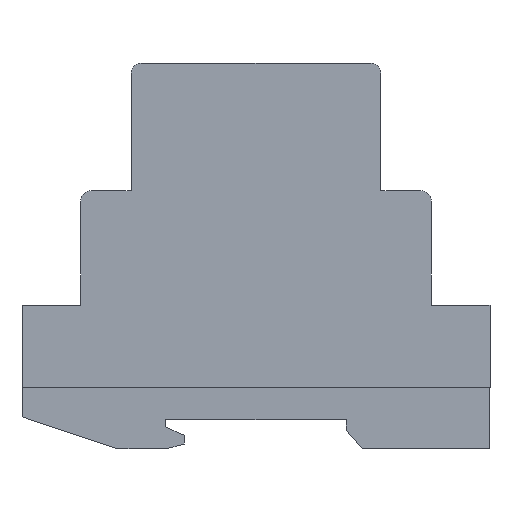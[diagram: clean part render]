
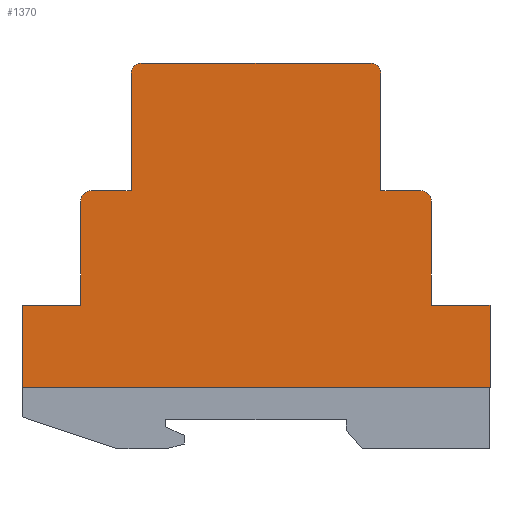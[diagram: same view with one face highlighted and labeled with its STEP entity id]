
A CAD part, left-side view. The second image highlights one B-rep face of the part: STEP entity #1370.
In plain terms, the highlighted planar face has unit normal (-1, 0, 0).
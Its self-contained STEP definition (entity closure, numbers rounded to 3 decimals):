
#1180=CARTESIAN_POINT('',(0.,-30.97,43.));
#1181=VERTEX_POINT('',#1180);
#1182=CARTESIAN_POINT('',(0.,-32.97,41.));
#1183=VERTEX_POINT('',#1182);
#1184=CARTESIAN_POINT('',(0.0,-30.97,41.));
#1185=DIRECTION('',(1.0,0.0,0.0));
#1186=DIRECTION('',(0.0,-0.707,0.707));
#1187=AXIS2_PLACEMENT_3D('',#1184,#1185,#1186);
#1188=CIRCLE('',#1187,2.0);
#1189=EDGE_CURVE('',#1181,#1183,#1188,.T.);
#1223=CARTESIAN_POINT('',(0.0,-32.97,21.5));
#1224=VERTEX_POINT('',#1223);
#1225=CARTESIAN_POINT('',(0.,-32.97,41.));
#1226=DIRECTION('',(0.0,0.0,-1.0));
#1227=VECTOR('',#1226,19.5);
#1228=LINE('',#1225,#1227);
#1229=EDGE_CURVE('',#1183,#1224,#1228,.T.);
#1248=CARTESIAN_POINT('',(0.0,0.,31.691));
#1249=DIRECTION('',(-1.0,0.0,0.0));
#1250=DIRECTION('',(0.0,0.0,1.0));
#1251=AXIS2_PLACEMENT_3D('',#1248,#1249,#1250);
#1252=PLANE('',#1251);
#1253=ORIENTED_EDGE('',*,*,#1189,.F.);
#1254=CARTESIAN_POINT('',(0.0,-23.47,43.));
#1255=VERTEX_POINT('',#1254);
#1256=CARTESIAN_POINT('',(0.,-23.47,43.));
#1257=DIRECTION('',(0.0,-1.0,0.0));
#1258=VECTOR('',#1257,7.5);
#1259=LINE('',#1256,#1258);
#1260=EDGE_CURVE('',#1255,#1181,#1259,.T.);
#1261=ORIENTED_EDGE('',*,*,#1260,.F.);
#1262=CARTESIAN_POINT('',(0.,-23.47,65.));
#1263=VERTEX_POINT('',#1262);
#1264=CARTESIAN_POINT('',(0.,-23.47,65.));
#1265=DIRECTION('',(0.0,0.0,-1.0));
#1266=VECTOR('',#1265,22.);
#1267=LINE('',#1264,#1266);
#1268=EDGE_CURVE('',#1263,#1255,#1267,.T.);
#1269=ORIENTED_EDGE('',*,*,#1268,.F.);
#1270=CARTESIAN_POINT('',(0.0,-21.47,67.));
#1271=VERTEX_POINT('',#1270);
#1272=CARTESIAN_POINT('',(0.0,-21.47,65.));
#1273=DIRECTION('',(1.0,0.0,0.0));
#1274=DIRECTION('',(0.0,-0.707,0.707));
#1275=AXIS2_PLACEMENT_3D('',#1272,#1273,#1274);
#1276=CIRCLE('',#1275,2.0);
#1277=EDGE_CURVE('',#1271,#1263,#1276,.T.);
#1278=ORIENTED_EDGE('',*,*,#1277,.F.);
#1279=CARTESIAN_POINT('',(0.0,21.47,67.));
#1280=VERTEX_POINT('',#1279);
#1281=CARTESIAN_POINT('',(0.0,21.47,67.));
#1282=DIRECTION('',(0.0,-1.0,0.0));
#1283=VECTOR('',#1282,42.94);
#1284=LINE('',#1281,#1283);
#1285=EDGE_CURVE('',#1280,#1271,#1284,.T.);
#1286=ORIENTED_EDGE('',*,*,#1285,.F.);
#1287=CARTESIAN_POINT('',(0.,23.47,65.));
#1288=VERTEX_POINT('',#1287);
#1289=CARTESIAN_POINT('',(0.0,21.47,65.));
#1290=DIRECTION('',(1.0,0.0,0.0));
#1291=DIRECTION('',(0.0,0.707,0.707));
#1292=AXIS2_PLACEMENT_3D('',#1289,#1290,#1291);
#1293=CIRCLE('',#1292,2.0);
#1294=EDGE_CURVE('',#1288,#1280,#1293,.T.);
#1295=ORIENTED_EDGE('',*,*,#1294,.F.);
#1296=CARTESIAN_POINT('',(0.0,23.47,43.));
#1297=VERTEX_POINT('',#1296);
#1298=CARTESIAN_POINT('',(0.,23.47,43.));
#1299=DIRECTION('',(0.0,0.0,1.0));
#1300=VECTOR('',#1299,22.);
#1301=LINE('',#1298,#1300);
#1302=EDGE_CURVE('',#1297,#1288,#1301,.T.);
#1303=ORIENTED_EDGE('',*,*,#1302,.F.);
#1304=CARTESIAN_POINT('',(0.,30.97,43.));
#1305=VERTEX_POINT('',#1304);
#1306=CARTESIAN_POINT('',(0.,30.97,43.));
#1307=DIRECTION('',(0.0,-1.0,0.0));
#1308=VECTOR('',#1307,7.5);
#1309=LINE('',#1306,#1308);
#1310=EDGE_CURVE('',#1305,#1297,#1309,.T.);
#1311=ORIENTED_EDGE('',*,*,#1310,.F.);
#1312=CARTESIAN_POINT('',(0.,32.97,41.));
#1313=VERTEX_POINT('',#1312);
#1314=CARTESIAN_POINT('',(0.0,30.97,41.));
#1315=DIRECTION('',(1.0,0.0,0.0));
#1316=DIRECTION('',(0.0,0.707,0.707));
#1317=AXIS2_PLACEMENT_3D('',#1314,#1315,#1316);
#1318=CIRCLE('',#1317,2.0);
#1319=EDGE_CURVE('',#1313,#1305,#1318,.T.);
#1320=ORIENTED_EDGE('',*,*,#1319,.F.);
#1321=CARTESIAN_POINT('',(0.0,32.97,21.5));
#1322=VERTEX_POINT('',#1321);
#1323=CARTESIAN_POINT('',(0.,32.97,21.5));
#1324=DIRECTION('',(0.0,0.0,1.0));
#1325=VECTOR('',#1324,19.5);
#1326=LINE('',#1323,#1325);
#1327=EDGE_CURVE('',#1322,#1313,#1326,.T.);
#1328=ORIENTED_EDGE('',*,*,#1327,.F.);
#1329=CARTESIAN_POINT('',(0.0,43.97,21.5));
#1330=VERTEX_POINT('',#1329);
#1331=CARTESIAN_POINT('',(0.0,43.97,21.5));
#1332=DIRECTION('',(0.0,-1.0,0.0));
#1333=VECTOR('',#1332,11.);
#1334=LINE('',#1331,#1333);
#1335=EDGE_CURVE('',#1330,#1322,#1334,.T.);
#1336=ORIENTED_EDGE('',*,*,#1335,.F.);
#1337=CARTESIAN_POINT('',(0.0,43.97,6.0));
#1338=VERTEX_POINT('',#1337);
#1339=CARTESIAN_POINT('',(0.0,43.97,21.5));
#1340=DIRECTION('',(0.0,0.0,-1.0));
#1341=VECTOR('',#1340,15.5);
#1342=LINE('',#1339,#1341);
#1343=EDGE_CURVE('',#1330,#1338,#1342,.T.);
#1344=ORIENTED_EDGE('',*,*,#1343,.T.);
#1345=CARTESIAN_POINT('',(0.0,-43.97,6.));
#1346=VERTEX_POINT('',#1345);
#1347=CARTESIAN_POINT('',(0.,-43.97,6.));
#1348=DIRECTION('',(0.0,1.0,0.0));
#1349=VECTOR('',#1348,87.94);
#1350=LINE('',#1347,#1349);
#1351=EDGE_CURVE('',#1346,#1338,#1350,.T.);
#1352=ORIENTED_EDGE('',*,*,#1351,.F.);
#1353=CARTESIAN_POINT('',(0.0,-43.97,21.5));
#1354=VERTEX_POINT('',#1353);
#1355=CARTESIAN_POINT('',(0.,-43.97,21.5));
#1356=DIRECTION('',(0.0,0.0,-1.0));
#1357=VECTOR('',#1356,15.5);
#1358=LINE('',#1355,#1357);
#1359=EDGE_CURVE('',#1354,#1346,#1358,.T.);
#1360=ORIENTED_EDGE('',*,*,#1359,.F.);
#1361=CARTESIAN_POINT('',(0.0,-32.97,21.5));
#1362=DIRECTION('',(0.0,-1.0,0.0));
#1363=VECTOR('',#1362,11.0);
#1364=LINE('',#1361,#1363);
#1365=EDGE_CURVE('',#1224,#1354,#1364,.T.);
#1366=ORIENTED_EDGE('',*,*,#1365,.F.);
#1367=ORIENTED_EDGE('',*,*,#1229,.F.);
#1368=EDGE_LOOP('',(#1253,#1261,#1269,#1278,#1286,#1295,#1303,#1311,#1320,#1328,#1336,#1344,#1352,#1360,#1366,#1367));
#1369=FACE_OUTER_BOUND('',#1368,.T.);
#1370=ADVANCED_FACE('',(#1369),#1252,.T.);
